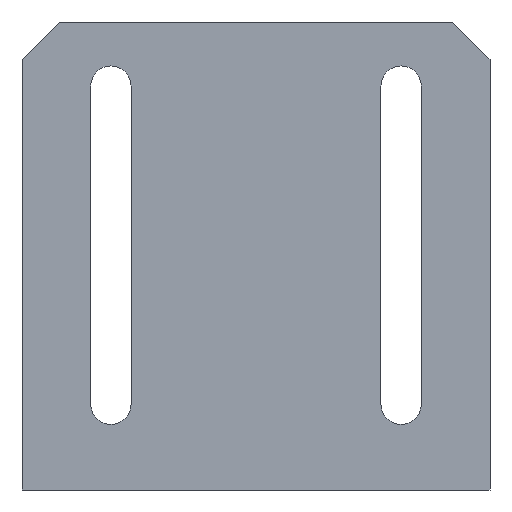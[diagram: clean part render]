
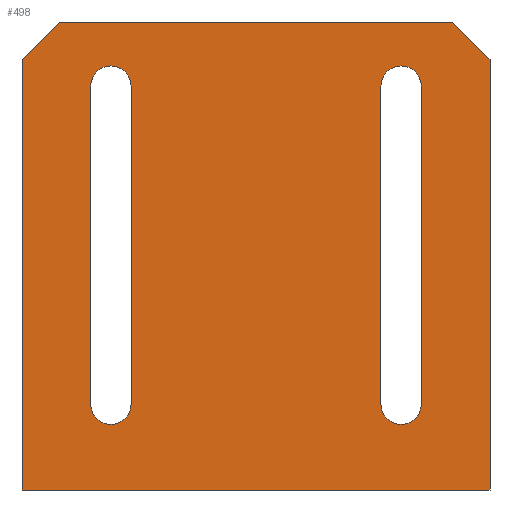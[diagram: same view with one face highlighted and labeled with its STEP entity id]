
A CAD part, front view. The second image highlights one B-rep face of the part: STEP entity #498.
In plain terms, the highlighted planar face has unit normal (0, -1, 0).
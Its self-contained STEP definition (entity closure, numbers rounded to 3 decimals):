
#29=FACE_BOUND('',#94,.T.);
#30=FACE_BOUND('',#95,.T.);
#43=CIRCLE('',#543,2.15);
#44=CIRCLE('',#544,2.15);
#45=CIRCLE('',#545,2.15);
#46=CIRCLE('',#546,2.15);
#63=FACE_OUTER_BOUND('',#93,.T.);
#93=EDGE_LOOP('',(#376,#377,#378,#379,#380,#381));
#94=EDGE_LOOP('',(#382,#383,#384,#385));
#95=EDGE_LOOP('',(#386,#387,#388,#389));
#125=LINE('',#726,#176);
#132=LINE('',#739,#183);
#139=LINE('',#763,#190);
#140=LINE('',#766,#191);
#143=LINE('',#772,#194);
#146=LINE('',#777,#197);
#147=LINE('',#780,#198);
#148=LINE('',#784,#199);
#149=LINE('',#788,#200);
#150=LINE('',#792,#201);
#176=VECTOR('',#584,10.);
#183=VECTOR('',#593,10.);
#190=VECTOR('',#614,10.);
#191=VECTOR('',#617,10.);
#194=VECTOR('',#622,10.);
#197=VECTOR('',#627,10.);
#198=VECTOR('',#628,10.);
#199=VECTOR('',#631,10.);
#200=VECTOR('',#634,10.);
#201=VECTOR('',#637,10.);
#226=VERTEX_POINT('',#723);
#227=VERTEX_POINT('',#725);
#232=VERTEX_POINT('',#737);
#242=VERTEX_POINT('',#761);
#243=VERTEX_POINT('',#765);
#245=VERTEX_POINT('',#771);
#247=VERTEX_POINT('',#778);
#248=VERTEX_POINT('',#779);
#249=VERTEX_POINT('',#781);
#250=VERTEX_POINT('',#783);
#251=VERTEX_POINT('',#786);
#252=VERTEX_POINT('',#787);
#253=VERTEX_POINT('',#789);
#254=VERTEX_POINT('',#791);
#273=EDGE_CURVE('',#227,#226,#125,.T.);
#280=EDGE_CURVE('',#226,#232,#132,.T.);
#292=EDGE_CURVE('',#232,#242,#139,.T.);
#293=EDGE_CURVE('',#227,#243,#140,.T.);
#296=EDGE_CURVE('',#245,#243,#143,.T.);
#299=EDGE_CURVE('',#245,#242,#146,.T.);
#300=EDGE_CURVE('',#247,#248,#147,.T.);
#301=EDGE_CURVE('',#248,#249,#43,.T.);
#302=EDGE_CURVE('',#249,#250,#148,.T.);
#303=EDGE_CURVE('',#250,#247,#44,.T.);
#304=EDGE_CURVE('',#251,#252,#149,.T.);
#305=EDGE_CURVE('',#252,#253,#45,.T.);
#306=EDGE_CURVE('',#253,#254,#150,.T.);
#307=EDGE_CURVE('',#254,#251,#46,.T.);
#376=ORIENTED_EDGE('',*,*,#293,.F.);
#377=ORIENTED_EDGE('',*,*,#273,.T.);
#378=ORIENTED_EDGE('',*,*,#280,.T.);
#379=ORIENTED_EDGE('',*,*,#292,.T.);
#380=ORIENTED_EDGE('',*,*,#299,.F.);
#381=ORIENTED_EDGE('',*,*,#296,.T.);
#382=ORIENTED_EDGE('',*,*,#300,.T.);
#383=ORIENTED_EDGE('',*,*,#301,.T.);
#384=ORIENTED_EDGE('',*,*,#302,.T.);
#385=ORIENTED_EDGE('',*,*,#303,.T.);
#386=ORIENTED_EDGE('',*,*,#304,.T.);
#387=ORIENTED_EDGE('',*,*,#305,.T.);
#388=ORIENTED_EDGE('',*,*,#306,.T.);
#389=ORIENTED_EDGE('',*,*,#307,.T.);
#482=PLANE('',#542);
#498=ADVANCED_FACE('',(#63,#29,#30),#482,.T.);
#542=AXIS2_PLACEMENT_3D('',#776,#625,#626);
#543=AXIS2_PLACEMENT_3D('',#782,#629,#630);
#544=AXIS2_PLACEMENT_3D('',#785,#632,#633);
#545=AXIS2_PLACEMENT_3D('',#790,#635,#636);
#546=AXIS2_PLACEMENT_3D('',#793,#638,#639);
#584=DIRECTION('',(0.,0.,-1.));
#593=DIRECTION('',(1.,0.,0.));
#614=DIRECTION('',(0.,0.,1.));
#617=DIRECTION('',(0.707,0.,0.707));
#622=DIRECTION('',(-1.,0.,0.));
#625=DIRECTION('center_axis',(0.,-1.,0.));
#626=DIRECTION('ref_axis',(0.,0.,-1.));
#627=DIRECTION('',(0.707,0.,-0.707));
#628=DIRECTION('',(0.,0.,-1.));
#629=DIRECTION('center_axis',(0.,1.,0.));
#630=DIRECTION('ref_axis',(1.,0.,0.));
#631=DIRECTION('',(0.,0.,1.));
#632=DIRECTION('center_axis',(0.,1.,0.));
#633=DIRECTION('ref_axis',(-1.,0.,0.));
#634=DIRECTION('',(0.,0.,-1.));
#635=DIRECTION('center_axis',(0.,1.,0.));
#636=DIRECTION('ref_axis',(1.,0.,0.));
#637=DIRECTION('',(0.,0.,1.));
#638=DIRECTION('center_axis',(0.,1.,0.));
#639=DIRECTION('ref_axis',(-1.,0.,0.));
#723=CARTESIAN_POINT('',(0.,-2.7,0.));
#725=CARTESIAN_POINT('',(0.,-2.7,46.));
#726=CARTESIAN_POINT('',(0.,-2.7,0.));
#737=CARTESIAN_POINT('',(50.,-2.7,0.));
#739=CARTESIAN_POINT('',(50.,-2.7,0.));
#761=CARTESIAN_POINT('',(50.,-2.7,46.));
#763=CARTESIAN_POINT('',(50.,-2.7,50.));
#765=CARTESIAN_POINT('',(4.,-2.7,50.));
#766=CARTESIAN_POINT('',(2.,-2.7,48.));
#771=CARTESIAN_POINT('',(46.,-2.7,50.));
#772=CARTESIAN_POINT('',(0.,-2.7,50.));
#776=CARTESIAN_POINT('Origin',(25.,-2.7,25.));
#777=CARTESIAN_POINT('',(48.,-2.7,48.));
#778=CARTESIAN_POINT('',(11.65,-2.7,43.152));
#779=CARTESIAN_POINT('',(11.65,-2.7,9.152));
#780=CARTESIAN_POINT('',(11.65,-2.7,17.076));
#781=CARTESIAN_POINT('',(7.35,-2.7,9.152));
#782=CARTESIAN_POINT('Origin',(9.5,-2.7,9.152));
#783=CARTESIAN_POINT('',(7.35,-2.7,43.152));
#784=CARTESIAN_POINT('',(7.35,-2.7,34.076));
#785=CARTESIAN_POINT('Origin',(9.5,-2.7,43.152));
#786=CARTESIAN_POINT('',(42.65,-2.7,43.152));
#787=CARTESIAN_POINT('',(42.65,-2.7,9.152));
#788=CARTESIAN_POINT('',(42.65,-2.7,17.076));
#789=CARTESIAN_POINT('',(38.35,-2.7,9.152));
#790=CARTESIAN_POINT('Origin',(40.5,-2.7,9.152));
#791=CARTESIAN_POINT('',(38.35,-2.7,43.152));
#792=CARTESIAN_POINT('',(38.35,-2.7,34.076));
#793=CARTESIAN_POINT('Origin',(40.5,-2.7,43.152));
